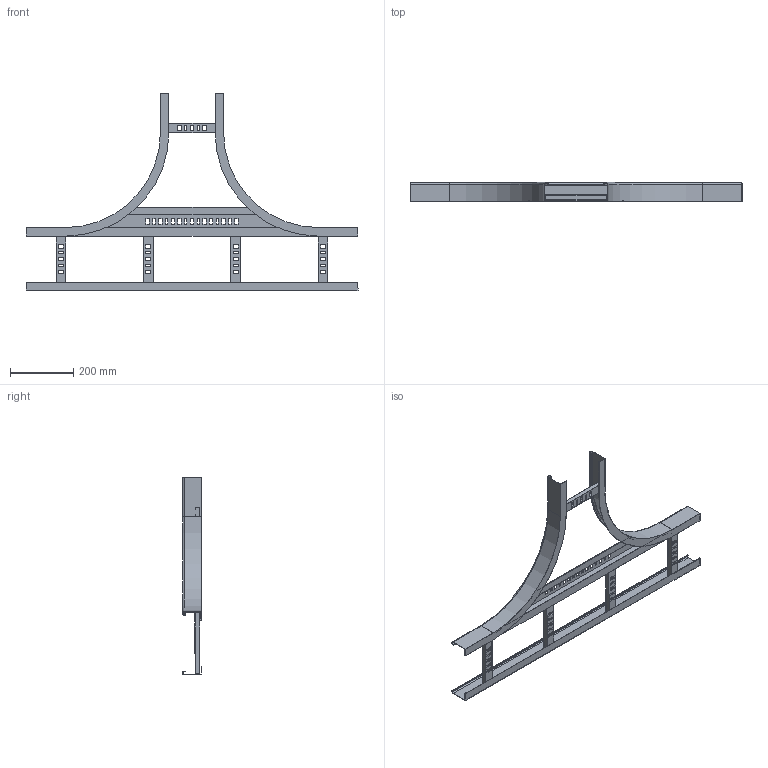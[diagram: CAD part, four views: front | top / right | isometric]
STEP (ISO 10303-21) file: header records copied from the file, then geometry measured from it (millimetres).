
FILE_DESCRIPTION (( 'STEP AP214' ), '1' );
FILE_NAME ('6225210.stp', '2017-03-23T13:40:34', ( '' ), ( '' ), 'SwSTEP 2.0', 'SolidWorks 2016', '' );
FILE_SCHEMA (( 'AUTOMOTIVE_DESIGN' ));
Length unit declared in the file: millimetre
Products named in the file (5): 085933_Gegenholm 60x1050; 079986_L=0192; 085502_St》zprofil f〉 R300 NB200; 085501_Innenholm 60xR300; 6225210
Assembly tree (9 placements, depth 2):
  6225210
    085501_Innenholm 60xR300  x2
    085502_St》zprofil f〉 R300 NB200
    079986_L=0192  x5
    085933_Gegenholm 60x1050
Bounding box: 1050 x 60 x 625 mm (x, y, z)
Volume: 611896 mm3; surface area: 785762.8 mm2
Topology: 9 solids, 9 shells, 434 faces, 1200 edges, 784 vertices
Faces by surface type: plane 396, cylinder 26, bspline 8, torus 4
Entity records: 7408 total; most frequent: CARTESIAN_POINT 2146, ORIENTED_EDGE 1084, DIRECTION 948, EDGE_CURVE 542, VECTOR 476, LINE 476, VERTEX_POINT 352, EDGE_LOOP 238
